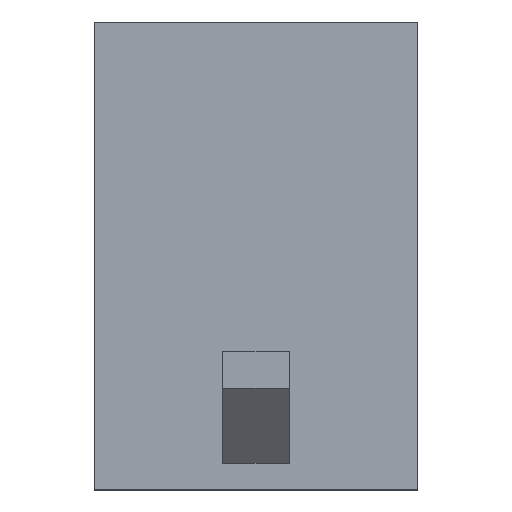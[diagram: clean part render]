
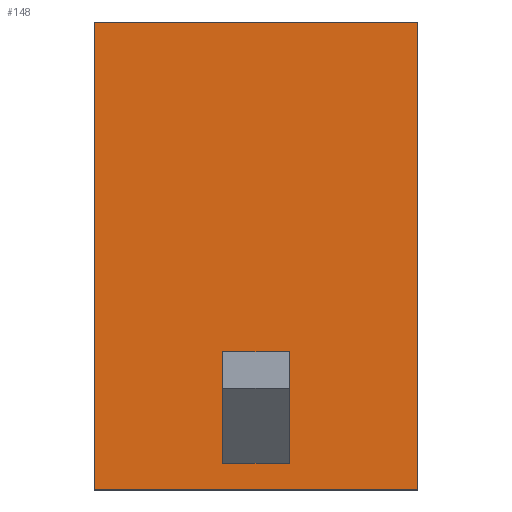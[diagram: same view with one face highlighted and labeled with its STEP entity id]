
A CAD part, top view. The second image highlights one B-rep face of the part: STEP entity #148.
In plain terms, the highlighted planar face has unit normal (0, 0, 1).
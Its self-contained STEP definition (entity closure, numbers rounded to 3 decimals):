
#148=ADVANCED_FACE('',(#270,#271),#212,.T.);
#212=PLANE('',#1362);
#270=FACE_BOUND('',#297,.T.);
#271=FACE_BOUND('',#298,.T.);
#297=EDGE_LOOP('',(#450,#451,#452,#453));
#298=EDGE_LOOP('',(#454,#455,#456,#457));
#450=ORIENTED_EDGE('',*,*,#913,.T.);
#451=ORIENTED_EDGE('',*,*,#840,.T.);
#452=ORIENTED_EDGE('',*,*,#914,.T.);
#453=ORIENTED_EDGE('',*,*,#915,.T.);
#454=ORIENTED_EDGE('',*,*,#916,.T.);
#455=ORIENTED_EDGE('',*,*,#917,.T.);
#456=ORIENTED_EDGE('',*,*,#918,.F.);
#457=ORIENTED_EDGE('',*,*,#919,.F.);
#722=VERTEX_POINT('',#1749);
#723=VERTEX_POINT('',#1751);
#780=VERTEX_POINT('',#2032);
#781=VERTEX_POINT('',#2034);
#782=VERTEX_POINT('',#2037);
#783=VERTEX_POINT('',#2038);
#784=VERTEX_POINT('',#2040);
#785=VERTEX_POINT('',#2042);
#840=EDGE_CURVE('',#723,#722,#1020,.T.);
#913=EDGE_CURVE('',#780,#723,#1071,.T.);
#914=EDGE_CURVE('',#722,#781,#1072,.T.);
#915=EDGE_CURVE('',#781,#780,#1073,.T.);
#916=EDGE_CURVE('',#782,#783,#1074,.T.);
#917=EDGE_CURVE('',#783,#784,#1075,.T.);
#918=EDGE_CURVE('',#785,#784,#1076,.T.);
#919=EDGE_CURVE('',#782,#785,#1077,.T.);
#1020=LINE('',#1750,#1178);
#1071=LINE('',#2031,#1229);
#1072=LINE('',#2033,#1230);
#1073=LINE('',#2035,#1231);
#1074=LINE('',#2036,#1232);
#1075=LINE('',#2039,#1233);
#1076=LINE('',#2041,#1234);
#1077=LINE('',#2043,#1235);
#1178=VECTOR('',#1422,1.);
#1229=VECTOR('',#1527,1.);
#1230=VECTOR('',#1528,1.);
#1231=VECTOR('',#1529,1.);
#1232=VECTOR('',#1530,1.);
#1233=VECTOR('',#1531,1.);
#1234=VECTOR('',#1532,1.);
#1235=VECTOR('',#1533,1.);
#1362=AXIS2_PLACEMENT_3D('',#2044,#1534,#1535);
#1422=DIRECTION('',(1.,0.,0.));
#1527=DIRECTION('',(0.,-1.,0.));
#1528=DIRECTION('',(0.,1.,0.));
#1529=DIRECTION('',(-1.,0.,0.));
#1530=DIRECTION('',(-1.,0.,0.));
#1531=DIRECTION('',(0.,1.,0.));
#1532=DIRECTION('',(-1.,0.,0.));
#1533=DIRECTION('',(0.,1.,0.));
#1534=DIRECTION('',(0.,0.,1.));
#1535=DIRECTION('',(1.,0.,0.));
#1749=CARTESIAN_POINT('',(3.425,-4.955,3.86));
#1750=CARTESIAN_POINT('',(-3.425,-4.955,3.86));
#1751=CARTESIAN_POINT('',(-3.425,-4.955,3.86));
#2031=CARTESIAN_POINT('',(-3.425,4.955,3.86));
#2032=CARTESIAN_POINT('',(-3.425,4.955,3.86));
#2033=CARTESIAN_POINT('',(3.425,-4.955,3.86));
#2034=CARTESIAN_POINT('',(3.425,4.955,3.86));
#2035=CARTESIAN_POINT('',(3.425,4.955,3.86));
#2036=CARTESIAN_POINT('',(0.7,-4.395,3.86));
#2037=CARTESIAN_POINT('',(0.7,-4.395,3.86));
#2038=CARTESIAN_POINT('',(-0.7,-4.395,3.86));
#2039=CARTESIAN_POINT('',(-0.7,-4.395,3.86));
#2040=CARTESIAN_POINT('',(-0.7,-2.035,3.86));
#2041=CARTESIAN_POINT('',(0.7,-2.035,3.86));
#2042=CARTESIAN_POINT('',(0.7,-2.035,3.86));
#2043=CARTESIAN_POINT('',(0.7,-4.395,3.86));
#2044=CARTESIAN_POINT('',(0.,0.,3.86));
